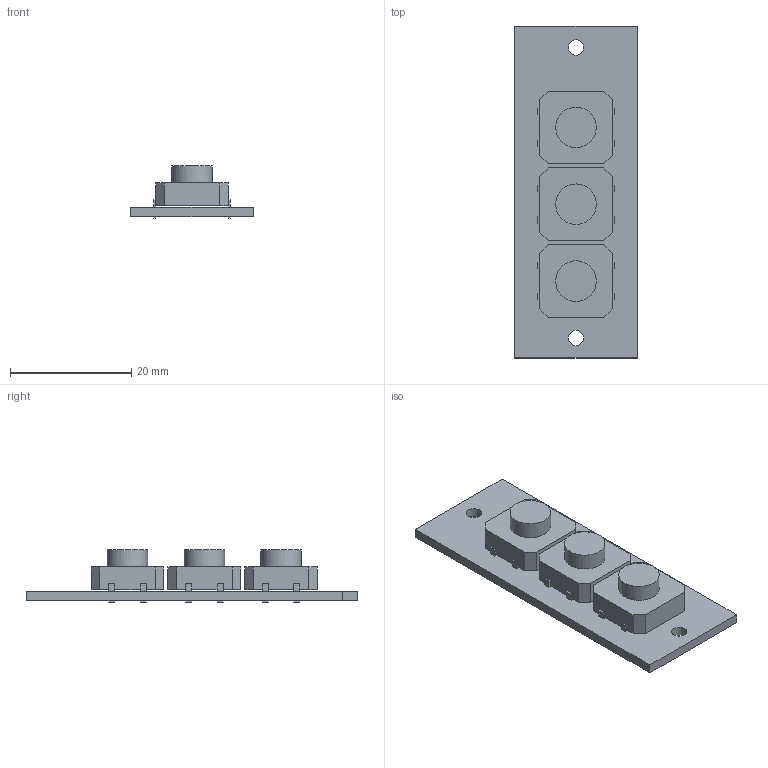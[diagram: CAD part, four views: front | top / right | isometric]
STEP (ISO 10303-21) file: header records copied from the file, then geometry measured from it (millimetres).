
FILE_DESCRIPTION(('FreeCAD Model'),'2;1');
FILE_NAME( 'brd2.step', '2017-07-07T12:41:16',('Author'),(''), 'Open CASCADE STEP processor 6.8','FreeCAD','Unknown');
FILE_SCHEMA(('AUTOMOTIVE_DESIGN_CC2 { 1 2 10303 214 -1 1 5 4 }'));
Length unit declared in the file: millimetre
Products named in the file (2): ASSEMBLY; Fusion
Assembly tree (1 placements, depth 2):
  ASSEMBLY
    Fusion
Bounding box: 20.32 x 54.86 x 8.6 mm (x, y, z)
Volume: 3665 mm3; surface area: 4021.7 mm2
Topology: 1 solids, 1 shells, 166 faces, 441 edges, 286 vertices
Faces by surface type: plane 161, cylinder 5
Full cylindrical faces by diameter (mm): 2.54 x2, 6.7 x3
Entity records: 11963 total; most frequent: CARTESIAN_POINT 2173, DIRECTION 1461, LINE 1105, VECTOR 1105, ORIENTED_EDGE 882, PCURVE 882, DEFINITIONAL_REPRESENTATION 882, EDGE_CURVE 441
